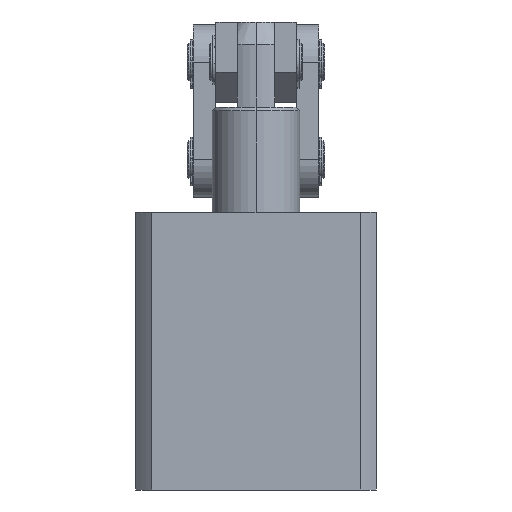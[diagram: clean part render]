
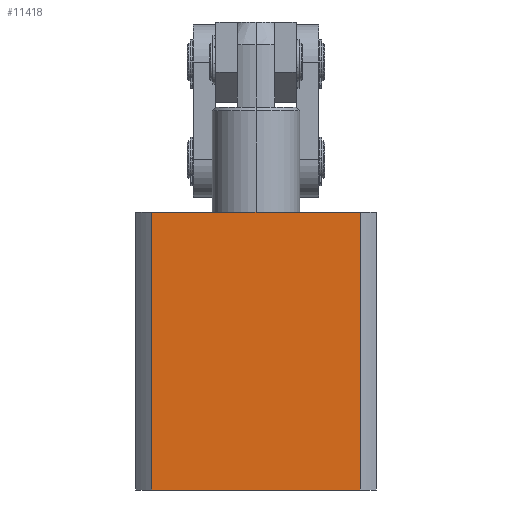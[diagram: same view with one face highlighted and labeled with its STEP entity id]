
A CAD part, left-side view. The second image highlights one B-rep face of the part: STEP entity #11418.
In plain terms, the highlighted planar face has unit normal (-1, 0, 0).
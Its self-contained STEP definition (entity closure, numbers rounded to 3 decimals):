
#366 = EDGE_LOOP ( 'NONE', ( #7901, #7902, #7903, #7904 ) ) ;
#1423 = CARTESIAN_POINT ( 'NONE',  ( -48., 0., 111. ) ) ;
#1427 = PLANE ( 'NONE',  #10206 ) ;
#1430 = DIRECTION ( 'NONE',  ( 1., 0., 0. ) ) ;
#1431 = DIRECTION ( 'NONE',  ( 0., 1., 0. ) ) ;
#4061 = CARTESIAN_POINT ( 'NONE',  ( -48., 41.572, 0. ) ) ;
#4121 = CARTESIAN_POINT ( 'NONE',  ( -48., -41.572, 0. ) ) ;
#4124 = CARTESIAN_POINT ( 'NONE',  ( -48., 41.572, 111. ) ) ;
#4127 = CARTESIAN_POINT ( 'NONE',  ( -48., -41.572, 111. ) ) ;
#5071 = DIRECTION ( 'NONE',  ( 0., -1., 0. ) ) ;
#5072 = DIRECTION ( 'NONE',  ( 0., 0., -1. ) ) ;
#5073 = CARTESIAN_POINT ( 'NONE',  ( -48., -41.572, 111. ) ) ;
#5077 = CARTESIAN_POINT ( 'NONE',  ( -48., 0., 111. ) ) ;
#5078 = CARTESIAN_POINT ( 'NONE',  ( -48., 0., 0. ) ) ;
#5082 = DIRECTION ( 'NONE',  ( 0., -1., 0. ) ) ;
#5086 = DIRECTION ( 'NONE',  ( 0., 0., -1. ) ) ;
#5087 = CARTESIAN_POINT ( 'NONE',  ( -48., 41.572, 111. ) ) ;
#6112 = FACE_OUTER_BOUND ( 'NONE', #366, .T. ) ;
#6192 = VECTOR ( 'NONE', #5071, 1000. ) ;
#6194 = VECTOR ( 'NONE', #5072, 1000. ) ;
#6197 = VECTOR ( 'NONE', #5082, 1000. ) ;
#6198 = LINE ( 'NONE', #5073, #6194 ) ;
#6199 = LINE ( 'NONE', #5078, #6197 ) ;
#6200 = VECTOR ( 'NONE', #5086, 1000. ) ;
#6201 = LINE ( 'NONE', #5077, #6192 ) ;
#6202 = LINE ( 'NONE', #5087, #6200 ) ;
#7290 = VERTEX_POINT ( 'NONE', #4127 ) ;
#7294 = VERTEX_POINT ( 'NONE', #4124 ) ;
#7295 = VERTEX_POINT ( 'NONE', #4121 ) ;
#7339 = VERTEX_POINT ( 'NONE', #4061 ) ;
#7901 = ORIENTED_EDGE ( 'NONE', *, *, #9976, .T. ) ;
#7902 = ORIENTED_EDGE ( 'NONE', *, *, #9977, .F. ) ;
#7903 = ORIENTED_EDGE ( 'NONE', *, *, #9978, .F. ) ;
#7904 = ORIENTED_EDGE ( 'NONE', *, *, #9974, .T. ) ;
#9974 = EDGE_CURVE ( 'NONE', #7294, #7339, #6202, .T. ) ;
#9976 = EDGE_CURVE ( 'NONE', #7339, #7295, #6199, .T. ) ;
#9977 = EDGE_CURVE ( 'NONE', #7290, #7295, #6198, .T. ) ;
#9978 = EDGE_CURVE ( 'NONE', #7294, #7290, #6201, .T. ) ;
#10206 = AXIS2_PLACEMENT_3D ( 'NONE', #1423, #1430, #1431 ) ;
#11418 = ADVANCED_FACE ( 'NONE', ( #6112 ), #1427, .F. ) ;
